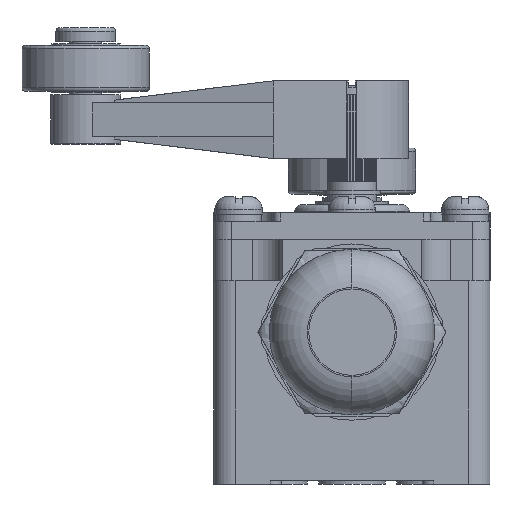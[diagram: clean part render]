
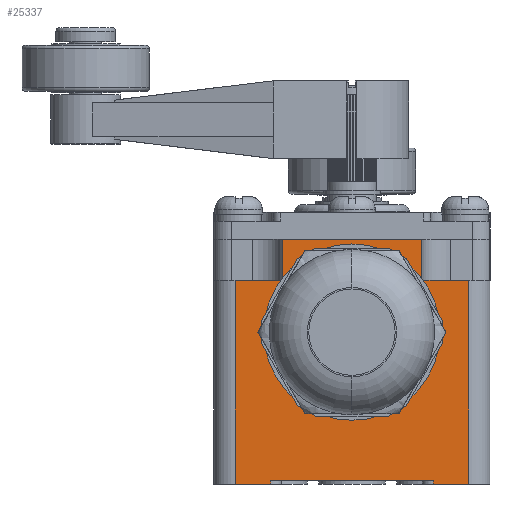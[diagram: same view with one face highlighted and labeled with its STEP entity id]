
A CAD part, front view. The second image highlights one B-rep face of the part: STEP entity #25337.
In plain terms, the highlighted planar face has unit normal (0, -1, 0).
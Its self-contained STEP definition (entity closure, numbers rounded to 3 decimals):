
#47 = EDGE_CURVE ( 'NONE', #8034, #23866, #14851, .T. ) ;
#221 = ORIENTED_EDGE ( 'NONE', *, *, #28085, .F. ) ;
#809 = VECTOR ( 'NONE', #23862, 1000. ) ;
#1532 = LINE ( 'NONE', #12774, #23492 ) ;
#1546 = VERTEX_POINT ( 'NONE', #3478 ) ;
#1554 = CIRCLE ( 'NONE', #2018, 11.5 ) ;
#1637 = CIRCLE ( 'NONE', #9746, 11.5 ) ;
#1795 = CARTESIAN_POINT ( 'NONE',  ( 0., -34., 9.5 ) ) ;
#2018 = AXIS2_PLACEMENT_3D ( 'NONE', #24096, #21724, #10535 ) ;
#2242 = DIRECTION ( 'NONE',  ( 0., 0., 1. ) ) ;
#2780 = DIRECTION ( 'NONE',  ( 0., 0., -1. ) ) ;
#2850 = VERTEX_POINT ( 'NONE', #17536 ) ;
#2868 = ORIENTED_EDGE ( 'NONE', *, *, #6048, .F. ) ;
#3322 = CARTESIAN_POINT ( 'NONE',  ( 0., -34., 21. ) ) ;
#3478 = CARTESIAN_POINT ( 'NONE',  ( -9.875, -34., 28.3 ) ) ;
#3544 = LINE ( 'NONE', #26291, #17302 ) ;
#3694 = VERTEX_POINT ( 'NONE', #22321 ) ;
#3704 = VECTOR ( 'NONE', #5871, 1000. ) ;
#3877 = DIRECTION ( 'NONE',  ( -1., 0., 0. ) ) ;
#4100 = CARTESIAN_POINT ( 'NONE',  ( 11.45, -34., 0. ) ) ;
#4426 = VERTEX_POINT ( 'NONE', #12840 ) ;
#4531 = CARTESIAN_POINT ( 'NONE',  ( 9.875, -34., 28.3 ) ) ;
#5520 = CARTESIAN_POINT ( 'NONE',  ( -19.5, -34., 0. ) ) ;
#5805 = LINE ( 'NONE', #14244, #7334 ) ;
#5843 = VECTOR ( 'NONE', #17405, 1000. ) ;
#5871 = DIRECTION ( 'NONE',  ( 0., 0., 1. ) ) ;
#6048 = EDGE_CURVE ( 'NONE', #25083, #8462, #1532, .T. ) ;
#6182 = EDGE_CURVE ( 'NONE', #1546, #23208, #11733, .T. ) ;
#7216 = ORIENTED_EDGE ( 'NONE', *, *, #19368, .T. ) ;
#7334 = VECTOR ( 'NONE', #25743, 1000. ) ;
#7508 = EDGE_CURVE ( 'NONE', #4426, #2850, #3544, .T. ) ;
#7563 = ORIENTED_EDGE ( 'NONE', *, *, #10530, .T. ) ;
#7843 = EDGE_CURVE ( 'NONE', #21158, #8462, #18735, .T. ) ;
#7965 = VECTOR ( 'NONE', #2242, 1000. ) ;
#8034 = VERTEX_POINT ( 'NONE', #4531 ) ;
#8462 = VERTEX_POINT ( 'NONE', #28869 ) ;
#8700 = CARTESIAN_POINT ( 'NONE',  ( -19.5, -34., 34.1 ) ) ;
#8709 = EDGE_CURVE ( 'NONE', #3694, #21158, #14825, .T. ) ;
#8725 = VECTOR ( 'NONE', #15575, 1000. ) ;
#8762 = EDGE_LOOP ( 'NONE', ( #15107, #24652 ) ) ;
#8854 = FACE_BOUND ( 'NONE', #8762, .T. ) ;
#9088 = CARTESIAN_POINT ( 'NONE',  ( -16.5, -34., 34.1 ) ) ;
#9145 = DIRECTION ( 'NONE',  ( 0., 1., 0. ) ) ;
#9746 = AXIS2_PLACEMENT_3D ( 'NONE', #3322, #16767, #18838 ) ;
#10530 = EDGE_CURVE ( 'NONE', #25083, #23866, #26246, .T. ) ;
#10535 = DIRECTION ( 'NONE',  ( 0., 0., 1. ) ) ;
#10945 = CARTESIAN_POINT ( 'NONE',  ( -19.5, -34., 34.1 ) ) ;
#11071 = DIRECTION ( 'NONE',  ( 0., 0., 1. ) ) ;
#11295 = CARTESIAN_POINT ( 'NONE',  ( -9.875, -34., 28.3 ) ) ;
#11733 = LINE ( 'NONE', #11295, #7965 ) ;
#11827 = ORIENTED_EDGE ( 'NONE', *, *, #6182, .F. ) ;
#12317 = CARTESIAN_POINT ( 'NONE',  ( -9.875, -34., 34.1 ) ) ;
#12587 = DIRECTION ( 'NONE',  ( -1., 0., 0. ) ) ;
#12774 = CARTESIAN_POINT ( 'NONE',  ( 16.5, -34., -0.5 ) ) ;
#12793 = ORIENTED_EDGE ( 'NONE', *, *, #7508, .F. ) ;
#12840 = CARTESIAN_POINT ( 'NONE',  ( -11.45, -34., -0.5 ) ) ;
#12911 = ORIENTED_EDGE ( 'NONE', *, *, #7843, .T. ) ;
#13265 = PLANE ( 'NONE',  #28924 ) ;
#13565 = VECTOR ( 'NONE', #2780, 1000. ) ;
#14244 = CARTESIAN_POINT ( 'NONE',  ( -11.45, -34., 34.1 ) ) ;
#14460 = CARTESIAN_POINT ( 'NONE',  ( 16.5, -34., -0.5 ) ) ;
#14562 = CARTESIAN_POINT ( 'NONE',  ( -16.5, -34., 28.3 ) ) ;
#14803 = EDGE_CURVE ( 'NONE', #23208, #20415, #19489, .T. ) ;
#14825 = LINE ( 'NONE', #5520, #26276 ) ;
#14832 = ORIENTED_EDGE ( 'NONE', *, *, #14803, .F. ) ;
#14838 = CARTESIAN_POINT ( 'NONE',  ( 9.875, -34., 28.3 ) ) ;
#14851 = LINE ( 'NONE', #19705, #809 ) ;
#15107 = ORIENTED_EDGE ( 'NONE', *, *, #27920, .T. ) ;
#15398 = ORIENTED_EDGE ( 'NONE', *, *, #28393, .T. ) ;
#15562 = VERTEX_POINT ( 'NONE', #14562 ) ;
#15575 = DIRECTION ( 'NONE',  ( 1., 0., 0. ) ) ;
#15936 = CARTESIAN_POINT ( 'NONE',  ( 16.5, -34., 28.3 ) ) ;
#16767 = DIRECTION ( 'NONE',  ( 0., 1., 0. ) ) ;
#17302 = VECTOR ( 'NONE', #12587, 1000. ) ;
#17405 = DIRECTION ( 'NONE',  ( 1., 0., 0. ) ) ;
#17412 = VECTOR ( 'NONE', #21626, 1000. ) ;
#17536 = CARTESIAN_POINT ( 'NONE',  ( -16.5, -34., -0.5 ) ) ;
#17638 = CARTESIAN_POINT ( 'NONE',  ( 0., -34., 32.5 ) ) ;
#18386 = VECTOR ( 'NONE', #29147, 1000. ) ;
#18735 = LINE ( 'NONE', #25246, #13565 ) ;
#18838 = DIRECTION ( 'NONE',  ( 0., 0., 1. ) ) ;
#19368 = EDGE_CURVE ( 'NONE', #15562, #2850, #26932, .T. ) ;
#19489 = LINE ( 'NONE', #10945, #5843 ) ;
#19705 = CARTESIAN_POINT ( 'NONE',  ( 19.5, -34., 28.3 ) ) ;
#20143 = LINE ( 'NONE', #26648, #8725 ) ;
#20415 = VERTEX_POINT ( 'NONE', #27082 ) ;
#20883 = ORIENTED_EDGE ( 'NONE', *, *, #47, .F. ) ;
#21158 = VERTEX_POINT ( 'NONE', #4100 ) ;
#21626 = DIRECTION ( 'NONE',  ( 0., 0., 1. ) ) ;
#21714 = EDGE_LOOP ( 'NONE', ( #20883, #27983, #14832, #11827, #221, #7216, #12793, #15398, #27749, #12911, #2868, #7563 ) ) ;
#21724 = DIRECTION ( 'NONE',  ( 0., 1., 0. ) ) ;
#21905 = LINE ( 'NONE', #14838, #17412 ) ;
#22117 = EDGE_CURVE ( 'NONE', #25728, #28495, #1554, .T. ) ;
#22321 = CARTESIAN_POINT ( 'NONE',  ( -11.45, -34., 0. ) ) ;
#22891 = EDGE_CURVE ( 'NONE', #8034, #20415, #21905, .T. ) ;
#23208 = VERTEX_POINT ( 'NONE', #12317 ) ;
#23492 = VECTOR ( 'NONE', #3877, 1000. ) ;
#23862 = DIRECTION ( 'NONE',  ( 1., 0., 0. ) ) ;
#23866 = VERTEX_POINT ( 'NONE', #15936 ) ;
#24096 = CARTESIAN_POINT ( 'NONE',  ( 0., -34., 21. ) ) ;
#24652 = ORIENTED_EDGE ( 'NONE', *, *, #22117, .T. ) ;
#24782 = FACE_OUTER_BOUND ( 'NONE', #21714, .T. ) ;
#25083 = VERTEX_POINT ( 'NONE', #14460 ) ;
#25246 = CARTESIAN_POINT ( 'NONE',  ( 11.45, -34., 34.1 ) ) ;
#25337 = ADVANCED_FACE ( 'NONE', ( #8854, #24782 ), #13265, .F. ) ;
#25728 = VERTEX_POINT ( 'NONE', #17638 ) ;
#25743 = DIRECTION ( 'NONE',  ( 0., 0., 1. ) ) ;
#26246 = LINE ( 'NONE', #28466, #3704 ) ;
#26276 = VECTOR ( 'NONE', #28259, 1000. ) ;
#26291 = CARTESIAN_POINT ( 'NONE',  ( -9.95, -34., -0.5 ) ) ;
#26648 = CARTESIAN_POINT ( 'NONE',  ( -19.5, -34., 28.3 ) ) ;
#26932 = LINE ( 'NONE', #9088, #18386 ) ;
#27082 = CARTESIAN_POINT ( 'NONE',  ( 9.875, -34., 34.1 ) ) ;
#27749 = ORIENTED_EDGE ( 'NONE', *, *, #8709, .T. ) ;
#27920 = EDGE_CURVE ( 'NONE', #28495, #25728, #1637, .T. ) ;
#27983 = ORIENTED_EDGE ( 'NONE', *, *, #22891, .T. ) ;
#28085 = EDGE_CURVE ( 'NONE', #15562, #1546, #20143, .T. ) ;
#28259 = DIRECTION ( 'NONE',  ( 1., 0., 0. ) ) ;
#28393 = EDGE_CURVE ( 'NONE', #4426, #3694, #5805, .T. ) ;
#28466 = CARTESIAN_POINT ( 'NONE',  ( 16.5, -34., 34.1 ) ) ;
#28495 = VERTEX_POINT ( 'NONE', #1795 ) ;
#28869 = CARTESIAN_POINT ( 'NONE',  ( 11.45, -34., -0.5 ) ) ;
#28924 = AXIS2_PLACEMENT_3D ( 'NONE', #8700, #9145, #11071 ) ;
#29147 = DIRECTION ( 'NONE',  ( 0., 0., -1. ) ) ;
